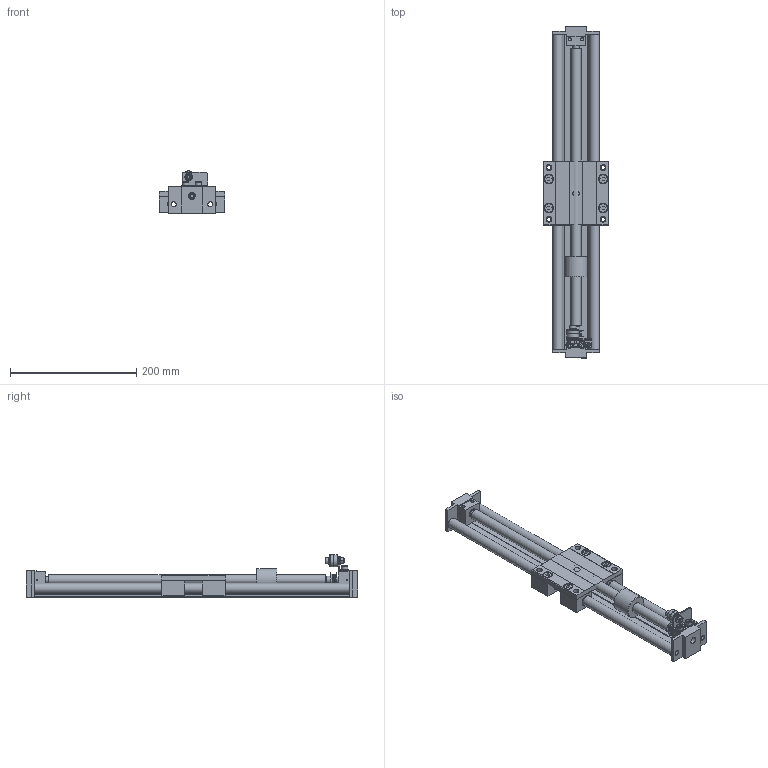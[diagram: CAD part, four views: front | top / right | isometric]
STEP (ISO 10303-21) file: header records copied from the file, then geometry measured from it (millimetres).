
FILE_DESCRIPTION(/* description */ (''),/* implementation_level */ '2;1');
FILE_NAME(/* name */ 'mitspanner.stp',/* time_stamp */ '2015-03-19T14:01:29+01:00',/* author */ ('boenisch'),/* organization */ (''),/* preprocessor_version */ 'ST-DEVELOPER v15.6',/* originating_system */ 'Autodesk Inventor 2015',/* authorisation */ '');
FILE_SCHEMA (('AUTOMOTIVE_DESIGN { 1 0 10303 214 3 1 1 }'));
Length unit declared in the file: millimetre
Products named in the file (19): WS-16-60 UNGEBOHRT, 500; 1; 2; 3; 4; 5; inafag_NX7-z-tv; Lager-Halter2; 16022400; 64001600; WW_16_60_10; 64331600; kjh; DIN 625 SKF - SKF 626-2RS1; DIN 125-1 - B 6.4; DIN 912 - M6 x 1 x 25 x 22.5; DIN 912 - M6 x 1 x 10 x 7.5; DIN 555-5 - M6; Baugruppe2
Assembly tree (26 placements, depth 3):
  Baugruppe2
    WS-16-60 UNGEBOHRT, 500
    inafag_NX7-z-tv  x2
      1
      2
      3
      4
      5
    Lager-Halter2  x2
    16022400
    64001600
    WW_16_60_10
    64331600
    kjh
    DIN 625 SKF - SKF 626-2RS1  x2
    DIN 125-1 - B 6.4  x5
    DIN 912 - M6 x 1 x 25 x 22.5
    DIN 912 - M6 x 1 x 10 x 7.5  x2
    DIN 555-5 - M6
Bounding box: 104 x 526.63 x 67.33 mm (x, y, z)
Volume: 725304.5 mm3; surface area: 249853.7 mm2
Topology: 43 solids, 43 shells, 1692 faces, 4434 edges, 2891 vertices
Faces by surface type: plane 954, cylinder 609, torus 62, cone 49, sphere 18
Full cylindrical faces by diameter (mm): 0.2 x4, 0.5 x4, 0.55 x4, 1.33 x2, 2.1 x8, 2.459 x4, 3 x1, 3.5 x4, 3.6 x4, 4.917 x5, 6 x5, 6.4 x5, 6.5 x5, 7 x4, 7.21 x2, 8 x14, 8.05 x2, 9 x8, 9.6 x6, 10 x4, 10.15 x2, 10.16 x4, 10.36 x4, 11 x2, 11.2 x2, 12 x6, 12.296 x2, 12.578 x4, 13 x12, 13.5 x2
Entity records: 48307 total; most frequent: CARTESIAN_POINT 9214, DIRECTION 8089, ORIENTED_EDGE 7508, EDGE_CURVE 3754, AXIS2_PLACEMENT_3D 2900, VERTEX_POINT 2543, LINE 2289, VECTOR 2289
